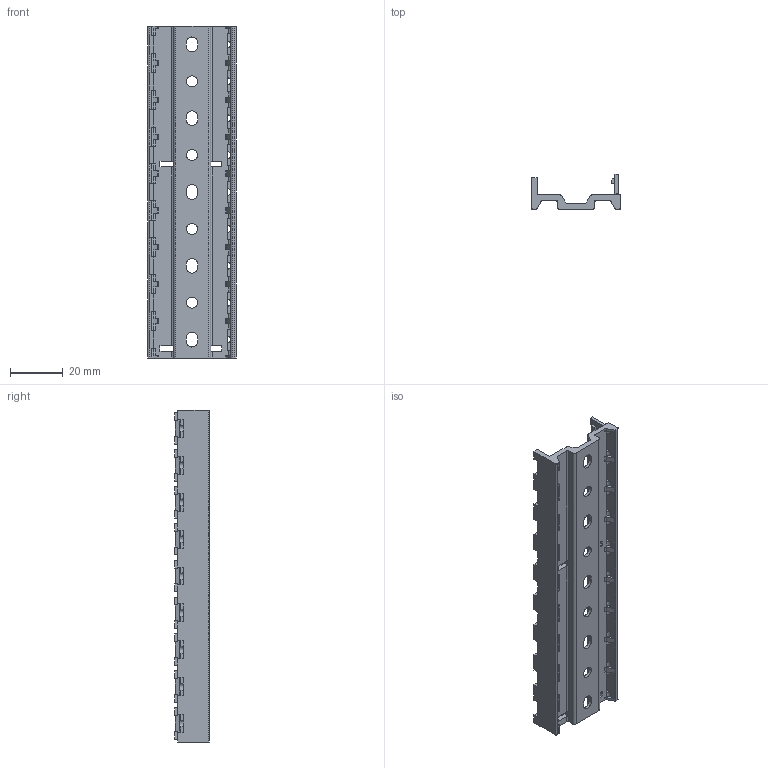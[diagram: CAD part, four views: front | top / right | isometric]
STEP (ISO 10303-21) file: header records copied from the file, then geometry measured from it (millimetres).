
FILE_DESCRIPTION((''),'2;1');
FILE_NAME('00175160900','2019-10-24T',('presta_be4'),(''),'CREO PARAMETRIC BY PTC INC, 2018360','CREO PARAMETRIC BY PTC INC, 2018360','');
FILE_SCHEMA(('CONFIG_CONTROL_DESIGN'));
Length unit declared in the file: millimetre
Products named in the file (1): 00175160900
Bounding box: 33.55 x 13.25 x 126 mm (x, y, z)
Volume: 12870.8 mm3; surface area: 16426.7 mm2
Topology: 1 solids, 1 shells, 721 faces, 2189 edges, 1430 vertices
Faces by surface type: plane 492, cylinder 229
Entity records: 24760 total; most frequent: CARTESIAN_POINT 4763, ORIENTED_EDGE 4378, DIRECTION 4017, EDGE_CURVE 2189, VECTOR 1623, LINE 1623, VERTEX_POINT 1430, AXIS2_PLACEMENT_3D 1197
